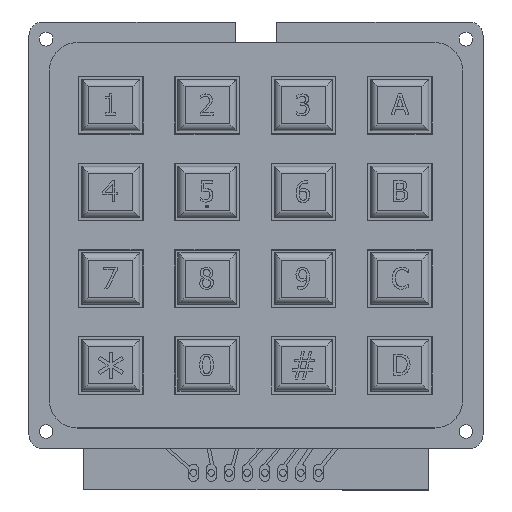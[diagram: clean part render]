
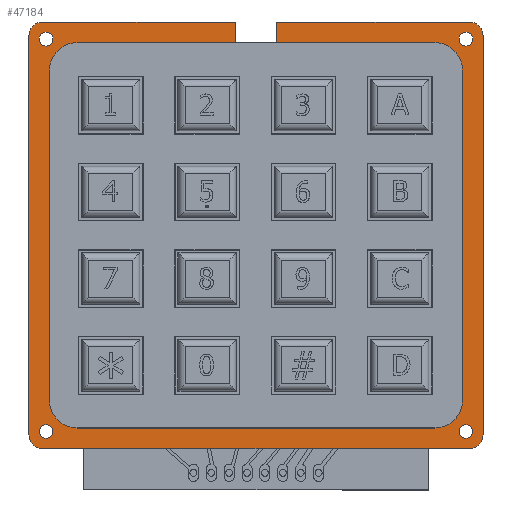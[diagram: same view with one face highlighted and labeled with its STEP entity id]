
A CAD part, top view. The second image highlights one B-rep face of the part: STEP entity #47184.
In plain terms, the highlighted face is planar.
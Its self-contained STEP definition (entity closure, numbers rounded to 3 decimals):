
#2833=FACE_BOUND('',#7379,.T.);
#2834=FACE_BOUND('',#7380,.T.);
#2835=FACE_BOUND('',#7381,.T.);
#2836=FACE_BOUND('',#7382,.T.);
#3193=CIRCLE('',#50106,1.);
#3195=CIRCLE('',#50109,1.);
#3197=CIRCLE('',#50112,1.);
#3199=CIRCLE('',#50115,1.);
#3248=CIRCLE('',#50340,4.);
#3249=CIRCLE('',#50343,4.);
#3250=CIRCLE('',#50346,4.);
#3251=CIRCLE('',#50349,4.);
#3258=CIRCLE('',#50386,2.);
#3260=CIRCLE('',#50390,2.);
#3262=CIRCLE('',#50393,2.);
#3263=CIRCLE('',#50396,2.);
#4718=FACE_OUTER_BOUND('',#7378,.T.);
#7378=EDGE_LOOP('',(#33784,#33785,#33786,#33787,#33788,#33789,#33790,#33791,
#33792,#33793,#33794,#33795,#33796,#33797,#33798,#33799,#33800,#33801,#33802,
#33803));
#7379=EDGE_LOOP('',(#33804));
#7380=EDGE_LOOP('',(#33805));
#7381=EDGE_LOOP('',(#33806));
#7382=EDGE_LOOP('',(#33807));
#10587=LINE('',#68196,#15859);
#10590=LINE('',#68204,#15862);
#10593=LINE('',#68212,#15865);
#10596=LINE('',#68222,#15868);
#10600=LINE('',#68228,#15872);
#10601=LINE('',#68229,#15873);
#10602=LINE('',#68232,#15874);
#10604=LINE('',#68236,#15876);
#10651=LINE('',#68338,#15923);
#10657=LINE('',#68359,#15929);
#10661=LINE('',#68372,#15933);
#10664=LINE('',#68378,#15936);
#15859=VECTOR('',#55605,10.);
#15862=VECTOR('',#55614,10.);
#15865=VECTOR('',#55623,10.);
#15868=VECTOR('',#55634,10.);
#15872=VECTOR('',#55640,10.);
#15873=VECTOR('',#55641,10.);
#15874=VECTOR('',#55644,10.);
#15876=VECTOR('',#55648,10.);
#15923=VECTOR('',#55749,10.);
#15929=VECTOR('',#55769,10.);
#15933=VECTOR('',#55785,10.);
#15936=VECTOR('',#55794,10.);
#20636=VERTEX_POINT('',#67299);
#20638=VERTEX_POINT('',#67305);
#20640=VERTEX_POINT('',#67311);
#20642=VERTEX_POINT('',#67317);
#20907=VERTEX_POINT('',#68189);
#20908=VERTEX_POINT('',#68190);
#20909=VERTEX_POINT('',#68195);
#20910=VERTEX_POINT('',#68199);
#20911=VERTEX_POINT('',#68203);
#20912=VERTEX_POINT('',#68207);
#20913=VERTEX_POINT('',#68211);
#20914=VERTEX_POINT('',#68215);
#20915=VERTEX_POINT('',#68220);
#20916=VERTEX_POINT('',#68221);
#20917=VERTEX_POINT('',#68226);
#20918=VERTEX_POINT('',#68231);
#20919=VERTEX_POINT('',#68235);
#20946=VERTEX_POINT('',#68335);
#20947=VERTEX_POINT('',#68337);
#20951=VERTEX_POINT('',#68349);
#20952=VERTEX_POINT('',#68350);
#20955=VERTEX_POINT('',#68358);
#20957=VERTEX_POINT('',#68367);
#20958=VERTEX_POINT('',#68371);
#25283=EDGE_CURVE('',#20636,#20636,#3193,.T.);
#25286=EDGE_CURVE('',#20638,#20638,#3195,.T.);
#25289=EDGE_CURVE('',#20640,#20640,#3197,.T.);
#25292=EDGE_CURVE('',#20642,#20642,#3199,.T.);
#25722=EDGE_CURVE('',#20907,#20908,#3248,.T.);
#25725=EDGE_CURVE('',#20908,#20909,#10587,.T.);
#25727=EDGE_CURVE('',#20909,#20910,#3249,.T.);
#25729=EDGE_CURVE('',#20910,#20911,#10590,.T.);
#25731=EDGE_CURVE('',#20911,#20912,#3250,.T.);
#25733=EDGE_CURVE('',#20912,#20913,#10593,.T.);
#25735=EDGE_CURVE('',#20913,#20914,#3251,.T.);
#25737=EDGE_CURVE('',#20915,#20916,#10596,.T.);
#25741=EDGE_CURVE('',#20914,#20917,#10600,.T.);
#25742=EDGE_CURVE('',#20916,#20907,#10601,.T.);
#25743=EDGE_CURVE('',#20917,#20918,#10602,.T.);
#25745=EDGE_CURVE('',#20919,#20915,#10604,.T.);
#25796=EDGE_CURVE('',#20947,#20946,#10651,.T.);
#25802=EDGE_CURVE('',#20951,#20952,#3258,.T.);
#25806=EDGE_CURVE('',#20952,#20955,#10657,.T.);
#25809=EDGE_CURVE('',#20955,#20947,#3260,.T.);
#25811=EDGE_CURVE('',#20946,#20957,#3262,.T.);
#25813=EDGE_CURVE('',#20957,#20958,#10661,.T.);
#25815=EDGE_CURVE('',#20958,#20919,#3263,.T.);
#25817=EDGE_CURVE('',#20918,#20951,#10664,.T.);
#33784=ORIENTED_EDGE('',*,*,#25741,.T.);
#33785=ORIENTED_EDGE('',*,*,#25743,.T.);
#33786=ORIENTED_EDGE('',*,*,#25817,.T.);
#33787=ORIENTED_EDGE('',*,*,#25802,.T.);
#33788=ORIENTED_EDGE('',*,*,#25806,.T.);
#33789=ORIENTED_EDGE('',*,*,#25809,.T.);
#33790=ORIENTED_EDGE('',*,*,#25796,.T.);
#33791=ORIENTED_EDGE('',*,*,#25811,.T.);
#33792=ORIENTED_EDGE('',*,*,#25813,.T.);
#33793=ORIENTED_EDGE('',*,*,#25815,.T.);
#33794=ORIENTED_EDGE('',*,*,#25745,.T.);
#33795=ORIENTED_EDGE('',*,*,#25737,.T.);
#33796=ORIENTED_EDGE('',*,*,#25742,.T.);
#33797=ORIENTED_EDGE('',*,*,#25722,.T.);
#33798=ORIENTED_EDGE('',*,*,#25725,.T.);
#33799=ORIENTED_EDGE('',*,*,#25727,.T.);
#33800=ORIENTED_EDGE('',*,*,#25729,.T.);
#33801=ORIENTED_EDGE('',*,*,#25731,.T.);
#33802=ORIENTED_EDGE('',*,*,#25733,.T.);
#33803=ORIENTED_EDGE('',*,*,#25735,.T.);
#33804=ORIENTED_EDGE('',*,*,#25283,.T.);
#33805=ORIENTED_EDGE('',*,*,#25286,.T.);
#33806=ORIENTED_EDGE('',*,*,#25289,.T.);
#33807=ORIENTED_EDGE('',*,*,#25292,.T.);
#45306=PLANE('',#50398);
#47184=ADVANCED_FACE('',(#4718,#2833,#2834,#2835,#2836),#45306,.F.);
#50106=AXIS2_PLACEMENT_3D('',#67301,#54747,#54748);
#50109=AXIS2_PLACEMENT_3D('',#67307,#54754,#54755);
#50112=AXIS2_PLACEMENT_3D('',#67313,#54761,#54762);
#50115=AXIS2_PLACEMENT_3D('',#67319,#54768,#54769);
#50340=AXIS2_PLACEMENT_3D('',#68191,#55599,#55600);
#50343=AXIS2_PLACEMENT_3D('',#68200,#55609,#55610);
#50346=AXIS2_PLACEMENT_3D('',#68208,#55618,#55619);
#50349=AXIS2_PLACEMENT_3D('',#68216,#55627,#55628);
#50386=AXIS2_PLACEMENT_3D('',#68351,#55761,#55762);
#50390=AXIS2_PLACEMENT_3D('',#68364,#55774,#55775);
#50393=AXIS2_PLACEMENT_3D('',#68368,#55780,#55781);
#50396=AXIS2_PLACEMENT_3D('',#68375,#55789,#55790);
#50398=AXIS2_PLACEMENT_3D('',#68379,#55795,#55796);
#54747=DIRECTION('center_axis',(0.,0.,1.));
#54748=DIRECTION('ref_axis',(-1.,0.,0.));
#54754=DIRECTION('center_axis',(0.,0.,1.));
#54755=DIRECTION('ref_axis',(-1.,0.,0.));
#54761=DIRECTION('center_axis',(0.,0.,1.));
#54762=DIRECTION('ref_axis',(-1.,0.,0.));
#54768=DIRECTION('center_axis',(0.,0.,1.));
#54769=DIRECTION('ref_axis',(-1.,0.,0.));
#55599=DIRECTION('center_axis',(0.,0.,1.));
#55600=DIRECTION('ref_axis',(1.,0.,0.));
#55605=DIRECTION('',(0.,-1.,0.));
#55609=DIRECTION('center_axis',(0.,0.,1.));
#55610=DIRECTION('ref_axis',(0.,1.,0.));
#55614=DIRECTION('',(1.,0.,0.));
#55618=DIRECTION('center_axis',(0.,0.,1.));
#55619=DIRECTION('ref_axis',(-1.,0.,0.));
#55623=DIRECTION('',(0.,1.,0.));
#55627=DIRECTION('center_axis',(0.,0.,1.));
#55628=DIRECTION('ref_axis',(0.,-1.,0.));
#55634=DIRECTION('',(0.,-1.,0.));
#55640=DIRECTION('',(-1.,0.,0.));
#55641=DIRECTION('',(-1.,0.,0.));
#55644=DIRECTION('',(0.,1.,0.));
#55648=DIRECTION('',(1.,0.,0.));
#55749=DIRECTION('',(-1.,0.,0.));
#55761=DIRECTION('center_axis',(0.,0.,-1.));
#55762=DIRECTION('ref_axis',(-1.,0.,0.));
#55769=DIRECTION('',(0.,-1.,0.));
#55774=DIRECTION('center_axis',(0.,0.,-1.));
#55775=DIRECTION('ref_axis',(0.,1.,0.));
#55780=DIRECTION('center_axis',(0.,0.,-1.));
#55781=DIRECTION('ref_axis',(1.,0.,0.));
#55785=DIRECTION('',(0.,1.,0.));
#55789=DIRECTION('center_axis',(0.,0.,-1.));
#55790=DIRECTION('ref_axis',(0.,-1.,0.));
#55794=DIRECTION('',(1.,0.,0.));
#55795=DIRECTION('center_axis',(0.,0.,1.));
#55796=DIRECTION('ref_axis',(1.,0.,0.));
#67299=CARTESIAN_POINT('',(-29.5,-28.5,0.));
#67301=CARTESIAN_POINT('Origin',(-30.5,-28.5,0.));
#67305=CARTESIAN_POINT('',(31.5,28.5,0.));
#67307=CARTESIAN_POINT('Origin',(30.5,28.5,0.));
#67311=CARTESIAN_POINT('',(31.5,-28.5,0.));
#67313=CARTESIAN_POINT('Origin',(30.5,-28.5,0.));
#67317=CARTESIAN_POINT('',(-29.5,28.5,0.));
#67319=CARTESIAN_POINT('Origin',(-30.5,28.5,0.));
#68189=CARTESIAN_POINT('',(-26.,28.,0.));
#68190=CARTESIAN_POINT('',(-30.,24.,0.));
#68191=CARTESIAN_POINT('Origin',(-26.,24.,0.));
#68195=CARTESIAN_POINT('',(-30.,-24.,0.));
#68196=CARTESIAN_POINT('',(-30.,-12.,0.));
#68199=CARTESIAN_POINT('',(-26.,-28.,0.));
#68200=CARTESIAN_POINT('Origin',(-26.,-24.,0.));
#68203=CARTESIAN_POINT('',(26.,-28.,0.));
#68204=CARTESIAN_POINT('',(13.,-28.,0.));
#68207=CARTESIAN_POINT('',(30.,-24.,0.));
#68208=CARTESIAN_POINT('Origin',(26.,-24.,0.));
#68211=CARTESIAN_POINT('',(30.,24.,0.));
#68212=CARTESIAN_POINT('',(30.,12.,0.));
#68215=CARTESIAN_POINT('',(26.,28.,0.));
#68216=CARTESIAN_POINT('Origin',(26.,24.,0.));
#68220=CARTESIAN_POINT('',(-3.,31.,0.));
#68221=CARTESIAN_POINT('',(-3.,28.,0.));
#68222=CARTESIAN_POINT('',(-3.,14.,0.));
#68226=CARTESIAN_POINT('',(3.,28.,0.));
#68228=CARTESIAN_POINT('',(-13.,28.,0.));
#68229=CARTESIAN_POINT('',(-13.,28.,0.));
#68231=CARTESIAN_POINT('',(3.,31.,0.));
#68232=CARTESIAN_POINT('',(3.,15.5,0.));
#68235=CARTESIAN_POINT('',(-31.,31.,0.));
#68236=CARTESIAN_POINT('',(-31.,31.,0.));
#68335=CARTESIAN_POINT('',(-31.,-31.,0.));
#68337=CARTESIAN_POINT('',(31.,-31.,0.));
#68338=CARTESIAN_POINT('',(31.,-31.,0.));
#68349=CARTESIAN_POINT('',(31.,31.,0.));
#68350=CARTESIAN_POINT('',(33.,29.,0.));
#68351=CARTESIAN_POINT('Origin',(31.,29.,0.));
#68358=CARTESIAN_POINT('',(33.,-29.,0.));
#68359=CARTESIAN_POINT('',(33.,29.,0.));
#68364=CARTESIAN_POINT('Origin',(31.,-29.,0.));
#68367=CARTESIAN_POINT('',(-33.,-29.,0.));
#68368=CARTESIAN_POINT('Origin',(-31.,-29.,0.));
#68371=CARTESIAN_POINT('',(-33.,29.,0.));
#68372=CARTESIAN_POINT('',(-33.,-29.,0.));
#68375=CARTESIAN_POINT('Origin',(-31.,29.,0.));
#68378=CARTESIAN_POINT('',(-31.,31.,0.));
#68379=CARTESIAN_POINT('Origin',(0.,0.,
0.));
